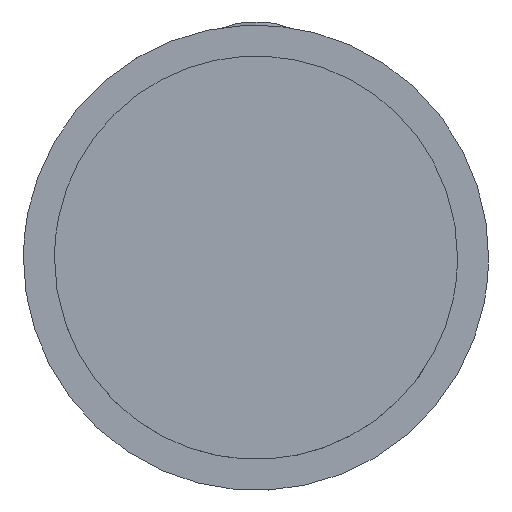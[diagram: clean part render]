
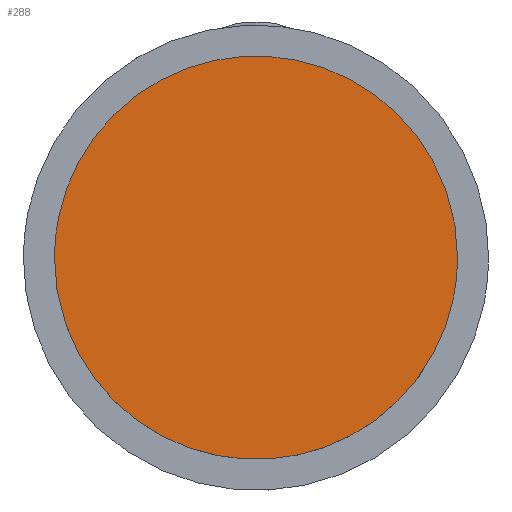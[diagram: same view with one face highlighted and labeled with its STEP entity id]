
A CAD part, top view. The second image highlights one B-rep face of the part: STEP entity #288.
In plain terms, the highlighted planar face has unit normal (0, 0, 1).
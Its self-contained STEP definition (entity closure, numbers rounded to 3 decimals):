
#288=ADVANCED_FACE('',(#400),#1546,.T.);
#400=FACE_OUTER_BOUND('',#512,.T.);
#512=EDGE_LOOP('',(#636,#637));
#636=ORIENTED_EDGE('',*,*,#1044,.T.);
#637=ORIENTED_EDGE('',*,*,#1047,.T.);
#1044=EDGE_CURVE('',#1417,#1419,#1272,.T.);
#1047=EDGE_CURVE('',#1419,#1417,#1275,.T.);
#1272=(
BOUNDED_CURVE()
B_SPLINE_CURVE(2,(#1775,#1776,#1777,#1778,#1779),.UNSPECIFIED.,.F.,.F.)
B_SPLINE_CURVE_WITH_KNOTS((3,2,3),(0.,353.429,706.858),
 .UNSPECIFIED.)
CURVE()
GEOMETRIC_REPRESENTATION_ITEM()
RATIONAL_B_SPLINE_CURVE((1.,0.707,1.,0.707,1.))
REPRESENTATION_ITEM('')
);
#1275=(
BOUNDED_CURVE()
B_SPLINE_CURVE(2,(#1787,#1788,#1789,#1790,#1791),.UNSPECIFIED.,.F.,.F.)
B_SPLINE_CURVE_WITH_KNOTS((3,2,3),(706.858,1060.288,1413.717),
 .UNSPECIFIED.)
CURVE()
GEOMETRIC_REPRESENTATION_ITEM()
RATIONAL_B_SPLINE_CURVE((1.,0.707,1.,0.707,1.))
REPRESENTATION_ITEM('')
);
#1417=VERTEX_POINT('',#1765);
#1419=VERTEX_POINT('',#1767);
#1546=PLANE('',#1678);
#1678=AXIS2_PLACEMENT_3D('',#1753,#1686,$);
#1686=DIRECTION('',(0.,0.,1.));
#1753=CARTESIAN_POINT('',(-243.75,-243.75,1618.777));
#1765=CARTESIAN_POINT('',(195.,0.,1618.777));
#1767=CARTESIAN_POINT('',(-195.,0.,1618.777));
#1775=CARTESIAN_POINT('',(195.,0.,1618.777));
#1776=CARTESIAN_POINT('',(195.,195.,1618.777));
#1777=CARTESIAN_POINT('',(0.,195.,1618.777));
#1778=CARTESIAN_POINT('',(-195.,195.,1618.777));
#1779=CARTESIAN_POINT('',(-195.,0.,1618.777));
#1787=CARTESIAN_POINT('',(-195.,0.,1618.777));
#1788=CARTESIAN_POINT('',(-195.,-195.,1618.777));
#1789=CARTESIAN_POINT('',(0.,-195.,1618.777));
#1790=CARTESIAN_POINT('',(195.,-195.,1618.777));
#1791=CARTESIAN_POINT('',(195.,0.,1618.777));
